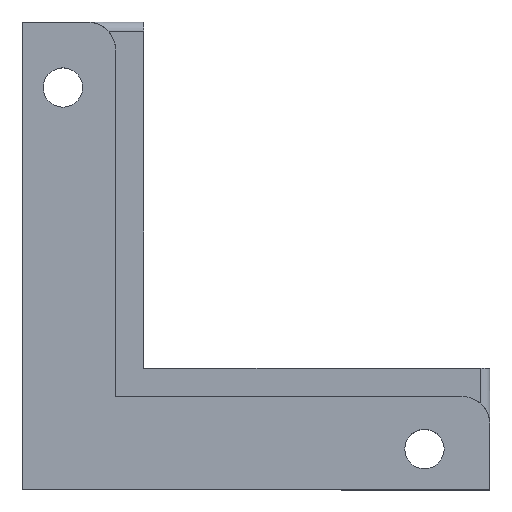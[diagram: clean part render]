
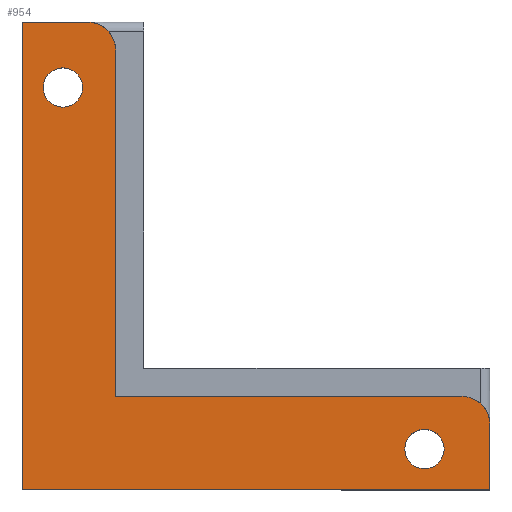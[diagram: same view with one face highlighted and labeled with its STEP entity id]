
A CAD part, top view. The second image highlights one B-rep face of the part: STEP entity #954.
In plain terms, the highlighted planar face has unit normal (0, 0, 1).
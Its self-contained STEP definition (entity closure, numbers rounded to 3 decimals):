
#14 = CIRCLE ( 'NONE', #763, 2.1 ) ;
#45 = ORIENTED_EDGE ( 'NONE', *, *, #637, .T. ) ;
#53 = CARTESIAN_POINT ( 'NONE',  ( 19.372, 210.5, -20. ) ) ;
#70 = EDGE_CURVE ( 'NONE', #488, #412, #174, .T. ) ;
#92 = CARTESIAN_POINT ( 'NONE',  ( 22., 214.5, -20. ) ) ;
#94 = DIRECTION ( 'NONE',  ( 0., -1., 0. ) ) ;
#104 = VERTEX_POINT ( 'NONE', #976 ) ;
#105 = DIRECTION ( 'NONE',  ( -1., 0., 0. ) ) ;
#122 = CARTESIAN_POINT ( 'NONE',  ( 19.372, 210.5, -20. ) ) ;
#133 = AXIS2_PLACEMENT_3D ( 'NONE', #723, #894, #1100 ) ;
#144 = DIRECTION ( 'NONE',  ( 0., -1., 0. ) ) ;
#174 = CIRCLE ( 'NONE', #456, 3. ) ;
#177 = FACE_BOUND ( 'NONE', #524, .T. ) ;
#179 = AXIS2_PLACEMENT_3D ( 'NONE', #53, #1054, #1071 ) ;
#187 = EDGE_CURVE ( 'NONE', #318, #1091, #350, .T. ) ;
#241 = EDGE_CURVE ( 'NONE', #305, #440, #760, .T. ) ;
#260 = AXIS2_PLACEMENT_3D ( 'NONE', #278, #539, #712 ) ;
#278 = CARTESIAN_POINT ( 'NONE',  ( 0., 217.5, -20. ) ) ;
#281 = EDGE_CURVE ( 'NONE', #1091, #318, #14, .T. ) ;
#287 = DIRECTION ( 'NONE',  ( -1., 0., 0. ) ) ;
#290 = EDGE_CURVE ( 'NONE', #488, #870, #1050, .T. ) ;
#301 = EDGE_LOOP ( 'NONE', ( #45, #899 ) ) ;
#304 = CARTESIAN_POINT ( 'NONE',  ( 58., 173.972, -20. ) ) ;
#305 = VERTEX_POINT ( 'NONE', #603 ) ;
#318 = VERTEX_POINT ( 'NONE', #886 ) ;
#320 = DIRECTION ( 'NONE',  ( 0., 1., 0. ) ) ;
#329 = VECTOR ( 'NONE', #94, 1000. ) ;
#345 = VERTEX_POINT ( 'NONE', #416 ) ;
#347 = FACE_OUTER_BOUND ( 'NONE', #561, .T. ) ;
#350 = CIRCLE ( 'NONE', #824, 2.1 ) ;
#356 = ORIENTED_EDGE ( 'NONE', *, *, #557, .F. ) ;
#361 = DIRECTION ( 'NONE',  ( 1., 0., 0. ) ) ;
#364 = CARTESIAN_POINT ( 'NONE',  ( 25., 214.5, -20. ) ) ;
#367 = LINE ( 'NONE', #1196, #1184 ) ;
#380 = DIRECTION ( 'NONE',  ( 0., 1., 0. ) ) ;
#393 = ORIENTED_EDGE ( 'NONE', *, *, #241, .T. ) ;
#394 = LINE ( 'NONE', #1025, #805 ) ;
#396 = DIRECTION ( 'NONE',  ( 0., 1., 0. ) ) ;
#398 = VERTEX_POINT ( 'NONE', #1072 ) ;
#400 = ORIENTED_EDGE ( 'NONE', *, *, #919, .F. ) ;
#409 = DIRECTION ( 'NONE',  ( 1., 0., 0. ) ) ;
#412 = VERTEX_POINT ( 'NONE', #519 ) ;
#413 = CARTESIAN_POINT ( 'NONE',  ( 25., 177.5, -20. ) ) ;
#416 = CARTESIAN_POINT ( 'NONE',  ( 17.272, 210.5, -20. ) ) ;
#432 = VERTEX_POINT ( 'NONE', #716 ) ;
#440 = VERTEX_POINT ( 'NONE', #1087 ) ;
#456 = AXIS2_PLACEMENT_3D ( 'NONE', #92, #1176, #287 ) ;
#462 = ORIENTED_EDGE ( 'NONE', *, *, #281, .F. ) ;
#464 = CARTESIAN_POINT ( 'NONE',  ( 62., 177.5, -20. ) ) ;
#472 = LINE ( 'NONE', #840, #839 ) ;
#488 = VERTEX_POINT ( 'NONE', #364 ) ;
#490 = DIRECTION ( 'NONE',  ( 0., 0., -1. ) ) ;
#518 = VECTOR ( 'NONE', #396, 1000. ) ;
#519 = CARTESIAN_POINT ( 'NONE',  ( 22., 217.5, -20. ) ) ;
#524 = EDGE_LOOP ( 'NONE', ( #877, #462 ) ) ;
#539 = DIRECTION ( 'NONE',  ( 0., 0., -1. ) ) ;
#557 = EDGE_CURVE ( 'NONE', #305, #432, #394, .T. ) ;
#561 = EDGE_LOOP ( 'NONE', ( #958, #1129, #400, #686, #356, #393, #1041, #850 ) ) ;
#563 = DIRECTION ( 'NONE',  ( 0., 0., 1. ) ) ;
#582 = EDGE_CURVE ( 'NONE', #1028, #870, #472, .T. ) ;
#603 = CARTESIAN_POINT ( 'NONE',  ( 65., 167.5, -20. ) ) ;
#619 = AXIS2_PLACEMENT_3D ( 'NONE', #122, #490, #409 ) ;
#629 = PLANE ( 'NONE',  #260 ) ;
#637 = EDGE_CURVE ( 'NONE', #345, #398, #1179, .T. ) ;
#651 = DIRECTION ( 'NONE',  ( -1., 0., 0. ) ) ;
#686 = ORIENTED_EDGE ( 'NONE', *, *, #906, .T. ) ;
#712 = DIRECTION ( 'NONE',  ( -1., 0., 0. ) ) ;
#716 = CARTESIAN_POINT ( 'NONE',  ( 15., 167.5, -20. ) ) ;
#723 = CARTESIAN_POINT ( 'NONE',  ( 62., 174.5, -20. ) ) ;
#729 = CARTESIAN_POINT ( 'NONE',  ( 15., 217.5, -20. ) ) ;
#744 = VECTOR ( 'NONE', #144, 1000. ) ;
#754 = EDGE_CURVE ( 'NONE', #398, #345, #806, .T. ) ;
#760 = LINE ( 'NONE', #854, #518 ) ;
#763 = AXIS2_PLACEMENT_3D ( 'NONE', #1145, #789, #320 ) ;
#789 = DIRECTION ( 'NONE',  ( 0., 0., 1. ) ) ;
#805 = VECTOR ( 'NONE', #105, 1000. ) ;
#806 = CIRCLE ( 'NONE', #619, 2.1 ) ;
#824 = AXIS2_PLACEMENT_3D ( 'NONE', #1044, #563, #380 ) ;
#839 = VECTOR ( 'NONE', #651, 1000. ) ;
#840 = CARTESIAN_POINT ( 'NONE',  ( 65., 177.5, -20. ) ) ;
#850 = ORIENTED_EDGE ( 'NONE', *, *, #582, .T. ) ;
#854 = CARTESIAN_POINT ( 'NONE',  ( 65., 152.5, -20. ) ) ;
#870 = VERTEX_POINT ( 'NONE', #413 ) ;
#877 = ORIENTED_EDGE ( 'NONE', *, *, #187, .F. ) ;
#886 = CARTESIAN_POINT ( 'NONE',  ( 58., 169.772, -20. ) ) ;
#894 = DIRECTION ( 'NONE',  ( 0., 0., -1. ) ) ;
#899 = ORIENTED_EDGE ( 'NONE', *, *, #754, .T. ) ;
#906 = EDGE_CURVE ( 'NONE', #104, #432, #914, .T. ) ;
#914 = LINE ( 'NONE', #729, #329 ) ;
#919 = EDGE_CURVE ( 'NONE', #104, #412, #367, .T. ) ;
#943 = EDGE_CURVE ( 'NONE', #1028, #440, #1019, .T. ) ;
#954 = ADVANCED_FACE ( 'NONE', ( #1177, #347, #177 ), #629, .F. ) ;
#958 = ORIENTED_EDGE ( 'NONE', *, *, #290, .F. ) ;
#976 = CARTESIAN_POINT ( 'NONE',  ( 15., 217.5, -20. ) ) ;
#1019 = CIRCLE ( 'NONE', #133, 3. ) ;
#1025 = CARTESIAN_POINT ( 'NONE',  ( 65., 167.5, -20. ) ) ;
#1028 = VERTEX_POINT ( 'NONE', #464 ) ;
#1041 = ORIENTED_EDGE ( 'NONE', *, *, #943, .F. ) ;
#1044 = CARTESIAN_POINT ( 'NONE',  ( 58., 171.872, -20. ) ) ;
#1050 = LINE ( 'NONE', #1079, #744 ) ;
#1054 = DIRECTION ( 'NONE',  ( 0., 0., -1. ) ) ;
#1071 = DIRECTION ( 'NONE',  ( 1., 0., 0. ) ) ;
#1072 = CARTESIAN_POINT ( 'NONE',  ( 21.472, 210.5, -20. ) ) ;
#1079 = CARTESIAN_POINT ( 'NONE',  ( 25., 217.5, -20. ) ) ;
#1087 = CARTESIAN_POINT ( 'NONE',  ( 65., 174.5, -20. ) ) ;
#1091 = VERTEX_POINT ( 'NONE', #304 ) ;
#1100 = DIRECTION ( 'NONE',  ( 0., -1., 0. ) ) ;
#1129 = ORIENTED_EDGE ( 'NONE', *, *, #70, .T. ) ;
#1145 = CARTESIAN_POINT ( 'NONE',  ( 58., 171.872, -20. ) ) ;
#1176 = DIRECTION ( 'NONE',  ( 0., 0., 1. ) ) ;
#1177 = FACE_BOUND ( 'NONE', #301, .T. ) ;
#1179 = CIRCLE ( 'NONE', #179, 2.1 ) ;
#1184 = VECTOR ( 'NONE', #361, 1000. ) ;
#1196 = CARTESIAN_POINT ( 'NONE',  ( 0., 217.5, -20. ) ) ;
